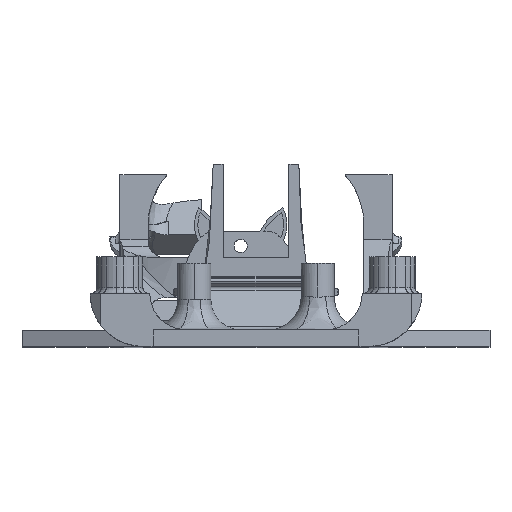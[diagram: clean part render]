
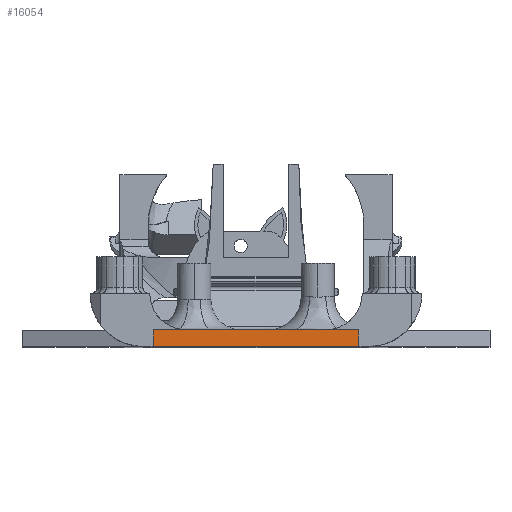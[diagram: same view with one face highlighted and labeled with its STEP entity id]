
A CAD part, top view. The second image highlights one B-rep face of the part: STEP entity #16054.
In plain terms, the highlighted planar face has unit normal (0, 0, 1).
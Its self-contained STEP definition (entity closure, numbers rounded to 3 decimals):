
#280 = LINE ( 'NONE', #4547, #8301 ) ;
#552 = ORIENTED_EDGE ( 'NONE', *, *, #7983, .F. ) ;
#1126 = CARTESIAN_POINT ( 'NONE',  ( 30.944, 5., 138.609 ) ) ;
#1207 = ORIENTED_EDGE ( 'NONE', *, *, #10559, .T. ) ;
#1225 = EDGE_CURVE ( 'NONE', #2312, #14390, #280, .T. ) ;
#1359 = AXIS2_PLACEMENT_3D ( 'NONE', #4003, #10822, #7993 ) ;
#2115 = DIRECTION ( 'NONE',  ( 1., 0., 0. ) ) ;
#2140 = EDGE_CURVE ( 'NONE', #2728, #10739, #10763, .T. ) ;
#2312 = VERTEX_POINT ( 'NONE', #4373 ) ;
#2406 = ORIENTED_EDGE ( 'NONE', *, *, #14610, .F. ) ;
#2728 = VERTEX_POINT ( 'NONE', #10352 ) ;
#3614 = VECTOR ( 'NONE', #10008, 1000. ) ;
#3881 = DIRECTION ( 'NONE',  ( 1., 0., 0. ) ) ;
#4003 = CARTESIAN_POINT ( 'NONE',  ( -70.553, -146.561, 138.609 ) ) ;
#4271 = VECTOR ( 'NONE', #12842, 1000. ) ;
#4373 = CARTESIAN_POINT ( 'NONE',  ( -23.869, 5., 138.609 ) ) ;
#4416 = EDGE_CURVE ( 'NONE', #10739, #2312, #17055, .T. ) ;
#4547 = CARTESIAN_POINT ( 'NONE',  ( -70.553, 5., 138.609 ) ) ;
#4727 = DIRECTION ( 'NONE',  ( 1., 0., 0. ) ) ;
#4856 = VECTOR ( 'NONE', #9289, 1000. ) ;
#5190 = LINE ( 'NONE', #13134, #4856 ) ;
#5626 = CARTESIAN_POINT ( 'NONE',  ( -31.053, 5., 138.609 ) ) ;
#5772 = VECTOR ( 'NONE', #3881, 1000. ) ;
#6222 = VECTOR ( 'NONE', #16241, 1000. ) ;
#6544 = EDGE_CURVE ( 'NONE', #10132, #2728, #12491, .T. ) ;
#7345 = DIRECTION ( 'NONE',  ( 1., 0., 0. ) ) ;
#7491 = LINE ( 'NONE', #14605, #9240 ) ;
#7621 = ORIENTED_EDGE ( 'NONE', *, *, #1225, .F. ) ;
#7983 = EDGE_CURVE ( 'NONE', #17852, #12704, #15926, .T. ) ;
#7993 = DIRECTION ( 'NONE',  ( 1., 0., 0. ) ) ;
#8185 = FACE_OUTER_BOUND ( 'NONE', #11095, .T. ) ;
#8301 = VECTOR ( 'NONE', #4727, 1000. ) ;
#8994 = CARTESIAN_POINT ( 'NONE',  ( -70.553, 5., 138.609 ) ) ;
#9240 = VECTOR ( 'NONE', #2115, 1000. ) ;
#9289 = DIRECTION ( 'NONE',  ( 0., 1., 0. ) ) ;
#9565 = CARTESIAN_POINT ( 'NONE',  ( 25.853, 5., 138.609 ) ) ;
#9847 = CARTESIAN_POINT ( 'NONE',  ( -70.553, 0., 138.609 ) ) ;
#9981 = ORIENTED_EDGE ( 'NONE', *, *, #6544, .F. ) ;
#10008 = DIRECTION ( 'NONE',  ( -1., 0., 0. ) ) ;
#10132 = VERTEX_POINT ( 'NONE', #15993 ) ;
#10352 = CARTESIAN_POINT ( 'NONE',  ( -31.053, 0., 138.609 ) ) ;
#10530 = VECTOR ( 'NONE', #7345, 1000. ) ;
#10559 = EDGE_CURVE ( 'NONE', #10132, #12704, #5190, .T. ) ;
#10739 = VERTEX_POINT ( 'NONE', #5626 ) ;
#10763 = LINE ( 'NONE', #12032, #6222 ) ;
#10822 = DIRECTION ( 'NONE',  ( 0., 0., 1. ) ) ;
#11095 = EDGE_LOOP ( 'NONE', ( #9981, #1207, #552, #17089, #2406, #7621, #14797, #11369 ) ) ;
#11369 = ORIENTED_EDGE ( 'NONE', *, *, #2140, .F. ) ;
#11420 = CARTESIAN_POINT ( 'NONE',  ( 11.239, 5., 138.609 ) ) ;
#11630 = CARTESIAN_POINT ( 'NONE',  ( -13.439, 5., 138.609 ) ) ;
#12032 = CARTESIAN_POINT ( 'NONE',  ( -31.053, 0., 138.609 ) ) ;
#12276 = PLANE ( 'NONE',  #1359 ) ;
#12491 = LINE ( 'NONE', #9847, #3614 ) ;
#12704 = VERTEX_POINT ( 'NONE', #1126 ) ;
#12842 = DIRECTION ( 'NONE',  ( 1., 0., 0. ) ) ;
#13134 = CARTESIAN_POINT ( 'NONE',  ( 30.944, 0., 138.609 ) ) ;
#13595 = EDGE_CURVE ( 'NONE', #15664, #17852, #7491, .T. ) ;
#14390 = VERTEX_POINT ( 'NONE', #11630 ) ;
#14605 = CARTESIAN_POINT ( 'NONE',  ( -70.553, 5., 138.609 ) ) ;
#14610 = EDGE_CURVE ( 'NONE', #14390, #15664, #17747, .T. ) ;
#14797 = ORIENTED_EDGE ( 'NONE', *, *, #4416, .F. ) ;
#15664 = VERTEX_POINT ( 'NONE', #11420 ) ;
#15926 = LINE ( 'NONE', #8994, #10530 ) ;
#15993 = CARTESIAN_POINT ( 'NONE',  ( 30.944, 0., 138.609 ) ) ;
#16054 = ADVANCED_FACE ( 'NONE', ( #8185 ), #12276, .T. ) ;
#16241 = DIRECTION ( 'NONE',  ( 0., 1., 0. ) ) ;
#16364 = CARTESIAN_POINT ( 'NONE',  ( -70.553, 5., 138.609 ) ) ;
#17055 = LINE ( 'NONE', #17330, #4271 ) ;
#17089 = ORIENTED_EDGE ( 'NONE', *, *, #13595, .F. ) ;
#17330 = CARTESIAN_POINT ( 'NONE',  ( -70.553, 5., 138.609 ) ) ;
#17747 = LINE ( 'NONE', #16364, #5772 ) ;
#17852 = VERTEX_POINT ( 'NONE', #9565 ) ;
